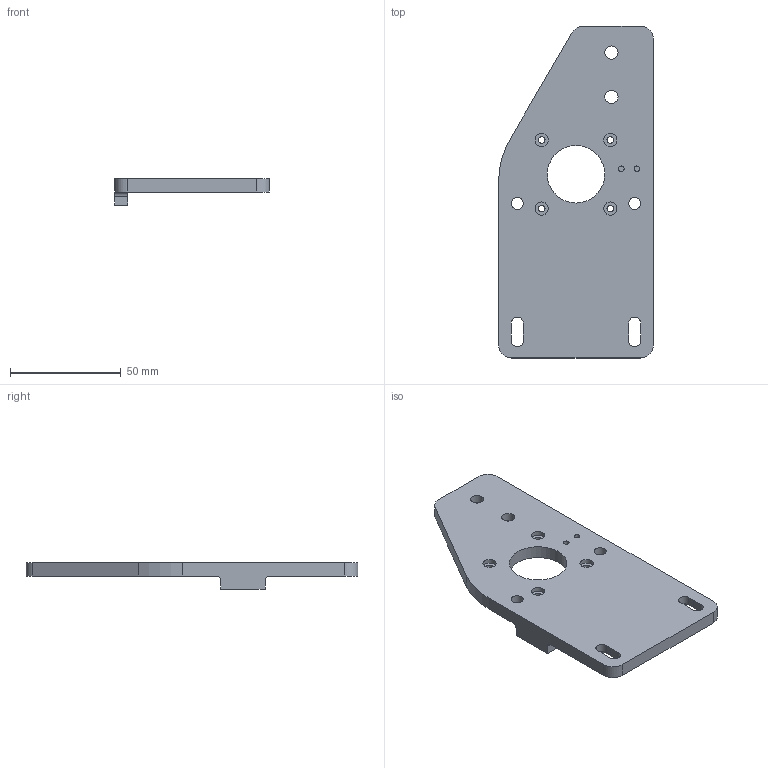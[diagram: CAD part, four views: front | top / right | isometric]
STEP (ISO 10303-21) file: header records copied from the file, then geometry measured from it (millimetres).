
FILE_DESCRIPTION(/* description */ (''),/* implementation_level */ '2;1');
FILE_NAME(/* name */ '06 Y-Drive Panel L v1.step',/* time_stamp */ '2022-09-06T09:39:27-04:00',/* author */ (''),/* organization */ (''),/* preprocessor_version */ 'ST-DEVELOPER v19',/* originating_system */ 'Autodesk Translation Framework v11.7.0.108',/* authorisation */ '');
FILE_SCHEMA (('AUTOMOTIVE_DESIGN { 1 0 10303 214 3 1 1 }'));
Length unit declared in the file: millimetre
Products named in the file (1): 06 Y-Drive Panel L
Bounding box: 70 x 150 x 12 mm (x, y, z)
Volume: 51411.2 mm3; surface area: 21803.8 mm2
Topology: 1 solids, 1 shells, 77 faces, 189 edges, 126 vertices
Faces by surface type: plane 39, cylinder 38
Full cylindrical faces by diameter (mm): 2.5 x2, 3 x4, 5.4 x2, 6 x6, 10 x2, 11 x2, 26 x1
Entity records: 2376 total; most frequent: DIRECTION 421, CARTESIAN_POINT 393, ORIENTED_EDGE 378, EDGE_CURVE 189, AXIS2_PLACEMENT_3D 154, VERTEX_POINT 126, LINE 113, VECTOR 113
